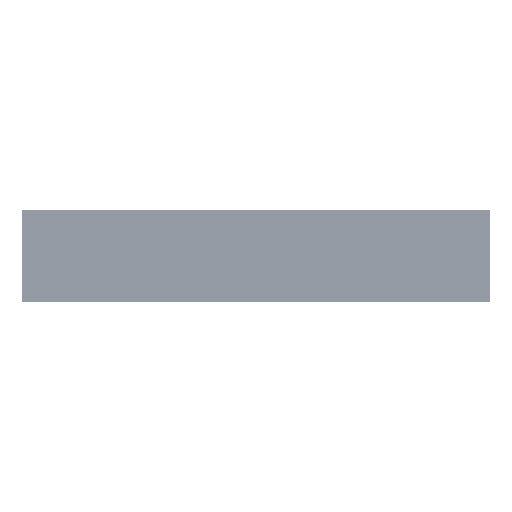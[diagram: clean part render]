
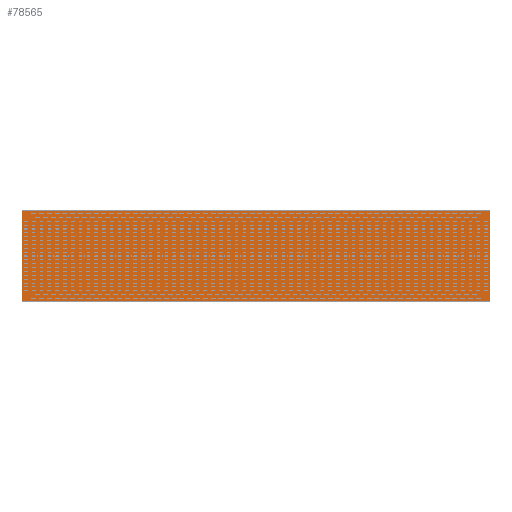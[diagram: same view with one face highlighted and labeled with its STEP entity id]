
A CAD part, top view. The second image highlights one B-rep face of the part: STEP entity #78565.
In plain terms, the highlighted planar face has unit normal (0, 0, 1).
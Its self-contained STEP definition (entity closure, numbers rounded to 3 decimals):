
#9851=PLANE('',#81887);
#13149=FACE_OUTER_BOUND('',#16465,.T.);
#16465=EDGE_LOOP('',(#65400,#65401,#65402,#65403));
#26324=LINE('',#117983,#32832);
#26325=LINE('',#117985,#32833);
#26326=LINE('',#117987,#32834);
#26327=LINE('',#117988,#32835);
#32832=VECTOR('',#91760,1.);
#32833=VECTOR('',#91761,1.);
#32834=VECTOR('',#91762,1.);
#32835=VECTOR('',#91763,1.);
#39344=VERTEX_POINT('',#117981);
#39345=VERTEX_POINT('',#117982);
#39346=VERTEX_POINT('',#117984);
#39347=VERTEX_POINT('',#117986);
#52354=EDGE_CURVE('',#39344,#39345,#26324,.F.);
#52355=EDGE_CURVE('',#39346,#39344,#26325,.T.);
#52356=EDGE_CURVE('',#39346,#39347,#26326,.T.);
#52357=EDGE_CURVE('',#39347,#39345,#26327,.T.);
#65400=ORIENTED_EDGE('',*,*,#52354,.F.);
#65401=ORIENTED_EDGE('',*,*,#52355,.F.);
#65402=ORIENTED_EDGE('',*,*,#52356,.T.);
#65403=ORIENTED_EDGE('',*,*,#52357,.T.);
#78565=ADVANCED_FACE('',(#13149),#9851,.T.);
#81887=AXIS2_PLACEMENT_3D('',#117980,#91758,#91759);
#91758=DIRECTION('center_axis',(0.,0.,1.));
#91759=DIRECTION('ref_axis',(1.,0.,0.));
#91760=DIRECTION('',(-1.,0.,0.));
#91761=DIRECTION('',(0.,1.,0.));
#91762=DIRECTION('',(1.,0.,0.));
#91763=DIRECTION('',(0.,1.,0.));
#117980=CARTESIAN_POINT('Origin',(1629.676,553.659,-48.));
#117981=CARTESIAN_POINT('',(114.676,849.659,-48.));
#117982=CARTESIAN_POINT('',(3144.676,849.659,-48.));
#117983=CARTESIAN_POINT('',(1629.676,849.659,-48.));
#117984=CARTESIAN_POINT('',(114.676,257.659,-48.));
#117985=CARTESIAN_POINT('',(114.676,553.659,-48.));
#117986=CARTESIAN_POINT('',(3144.676,257.659,-48.));
#117987=CARTESIAN_POINT('',(1629.676,257.659,-48.));
#117988=CARTESIAN_POINT('',(3144.676,553.659,-48.));
